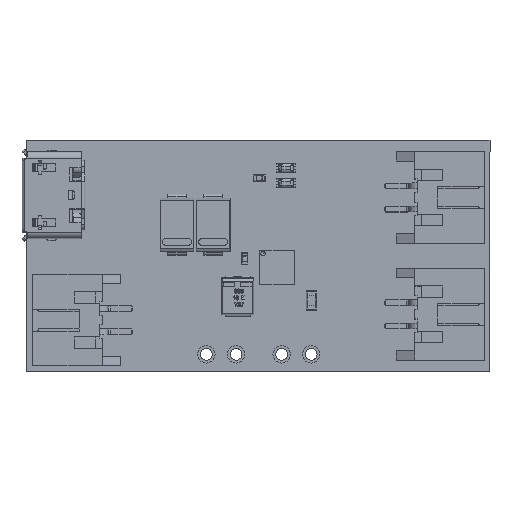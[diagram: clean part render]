
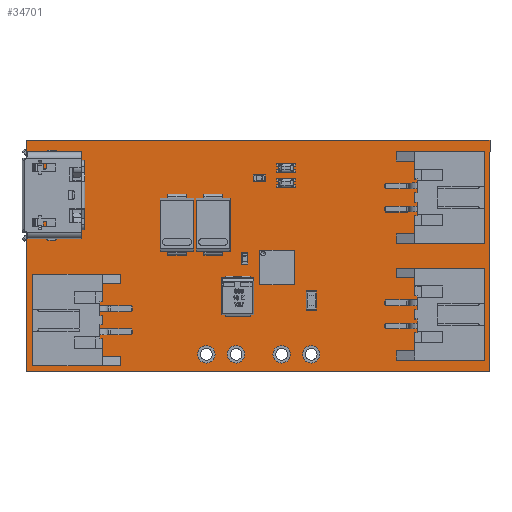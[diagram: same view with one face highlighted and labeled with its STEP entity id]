
A CAD part, top view. The second image highlights one B-rep face of the part: STEP entity #34701.
In plain terms, the highlighted planar face has unit normal (0, 0, 1).
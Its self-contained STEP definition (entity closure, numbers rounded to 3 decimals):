
#1235=LINE('',#51031,#4314);
#1238=LINE('',#51037,#4317);
#1241=LINE('',#51043,#4320);
#1244=LINE('',#51047,#4323);
#4314=VECTOR('',#40749,10.);
#4317=VECTOR('',#40754,10.);
#4320=VECTOR('',#40759,10.);
#4323=VECTOR('',#40764,10.);
#7396=PLANE('',#37133);
#8290=FACE_BOUND('',#10336,.T.);
#8291=FACE_BOUND('',#10337,.T.);
#8292=FACE_BOUND('',#10338,.T.);
#8293=FACE_BOUND('',#10339,.T.);
#8338=FACE_OUTER_BOUND('',#10335,.T.);
#10335=EDGE_LOOP('',(#22449,#22450,#22451,#22452));
#10336=EDGE_LOOP('',(#22453));
#10337=EDGE_LOOP('',(#22454));
#10338=EDGE_LOOP('',(#22455));
#10339=EDGE_LOOP('',(#22456));
#12354=CIRCLE('',#37117,0.5);
#12356=CIRCLE('',#37120,0.5);
#12358=CIRCLE('',#37123,0.5);
#12360=CIRCLE('',#37126,0.5);
#13887=VERTEX_POINT('',#51005);
#13889=VERTEX_POINT('',#51010);
#13891=VERTEX_POINT('',#51015);
#13893=VERTEX_POINT('',#51020);
#13897=VERTEX_POINT('',#51028);
#13898=VERTEX_POINT('',#51030);
#13900=VERTEX_POINT('',#51036);
#13902=VERTEX_POINT('',#51042);
#17208=EDGE_CURVE('',#13887,#13887,#12354,.T.);
#17210=EDGE_CURVE('',#13889,#13889,#12356,.T.);
#17212=EDGE_CURVE('',#13891,#13891,#12358,.T.);
#17214=EDGE_CURVE('',#13893,#13893,#12360,.T.);
#17218=EDGE_CURVE('',#13898,#13897,#1235,.T.);
#17221=EDGE_CURVE('',#13900,#13898,#1238,.T.);
#17224=EDGE_CURVE('',#13902,#13900,#1241,.T.);
#17227=EDGE_CURVE('',#13897,#13902,#1244,.T.);
#22449=ORIENTED_EDGE('',*,*,#17227,.T.);
#22450=ORIENTED_EDGE('',*,*,#17224,.T.);
#22451=ORIENTED_EDGE('',*,*,#17221,.T.);
#22452=ORIENTED_EDGE('',*,*,#17218,.T.);
#22453=ORIENTED_EDGE('',*,*,#17208,.T.);
#22454=ORIENTED_EDGE('',*,*,#17210,.T.);
#22455=ORIENTED_EDGE('',*,*,#17212,.T.);
#22456=ORIENTED_EDGE('',*,*,#17214,.T.);
#34701=ADVANCED_FACE('',(#8338,#8290,#8291,#8292,#8293),#7396,.T.);
#37117=AXIS2_PLACEMENT_3D('',#51006,#40723,#40724);
#37120=AXIS2_PLACEMENT_3D('',#51011,#40729,#40730);
#37123=AXIS2_PLACEMENT_3D('',#51016,#40735,#40736);
#37126=AXIS2_PLACEMENT_3D('',#51021,#40741,#40742);
#37133=AXIS2_PLACEMENT_3D('',#51049,#40767,#40768);
#40723=DIRECTION('center_axis',(0.,0.,-1.));
#40724=DIRECTION('ref_axis',(-1.,0.,0.));
#40729=DIRECTION('center_axis',(0.,0.,-1.));
#40730=DIRECTION('ref_axis',(-1.,0.,0.));
#40735=DIRECTION('center_axis',(0.,0.,-1.));
#40736=DIRECTION('ref_axis',(-1.,0.,0.));
#40741=DIRECTION('center_axis',(0.,0.,-1.));
#40742=DIRECTION('ref_axis',(-1.,0.,0.));
#40749=DIRECTION('',(0.,1.,0.));
#40754=DIRECTION('',(1.,0.,0.));
#40759=DIRECTION('',(0.,-1.,0.));
#40764=DIRECTION('',(-1.,0.,0.));
#40767=DIRECTION('center_axis',(0.,0.,1.));
#40768=DIRECTION('ref_axis',(1.,0.,0.));
#51005=CARTESIAN_POINT('',(2.5,-8.5,1.27));
#51006=CARTESIAN_POINT('Origin',(2.,-8.5,1.27));
#51010=CARTESIAN_POINT('',(5.06,-8.5,1.27));
#51011=CARTESIAN_POINT('Origin',(4.56,-8.5,1.27));
#51015=CARTESIAN_POINT('',(-1.44,-8.5,1.27));
#51016=CARTESIAN_POINT('Origin',(-1.94,-8.5,1.27));
#51020=CARTESIAN_POINT('',(-4.,-8.5,1.27));
#51021=CARTESIAN_POINT('Origin',(-4.5,-8.5,1.27));
#51028=CARTESIAN_POINT('',(20.,10.,1.27));
#51030=CARTESIAN_POINT('',(20.,-10.,1.27));
#51031=CARTESIAN_POINT('',(20.,10.,1.27));
#51036=CARTESIAN_POINT('',(-20.,-10.,1.27));
#51037=CARTESIAN_POINT('',(20.,-10.,1.27));
#51042=CARTESIAN_POINT('',(-20.,10.,1.27));
#51043=CARTESIAN_POINT('',(-20.,-10.,1.27));
#51047=CARTESIAN_POINT('',(-20.,10.,1.27));
#51049=CARTESIAN_POINT('Origin',(0.,0.,1.27));
